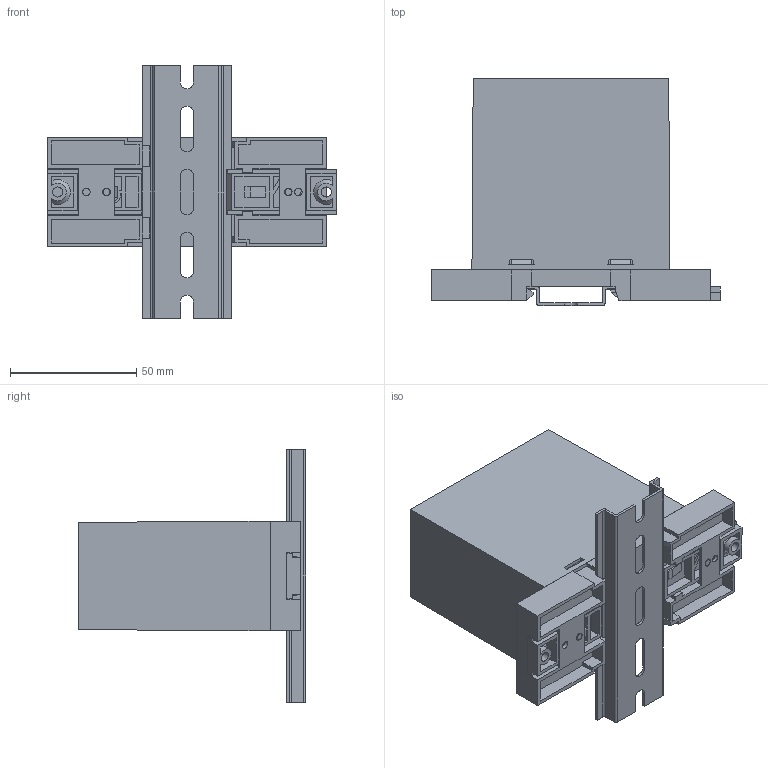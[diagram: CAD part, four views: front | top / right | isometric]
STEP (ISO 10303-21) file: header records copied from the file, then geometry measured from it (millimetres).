
FILE_DESCRIPTION (( 'STEP AP214' ), '1' );
FILE_NAME ('TPC-43-05.STEP', '2022-01-17T12:32:41', ( '' ), ( '' ), 'SwSTEP 2.0', 'SolidWorks 2017', '' );
FILE_SCHEMA (( 'AUTOMOTIVE_DESIGN' ));
Length unit declared in the file: millimetre
Products named in the file (19): Clip-Big; Clip-Small; Base PCB - TPP-43-0; Rail-35; PCB-Vertical-Rail Mount; Screw-small; TPC-43-05; Base Plate - TBP-43-0; TopCover-TTP-43
Assembly tree (10 placements, depth 2):
  Base PCB - TPP-43-0
  Clip-Small
  TPC-43-05
    Base Plate - TBP-43-0
    TopCover-TTP-43
    Clip-Big
    Clip-Small
    Rail-35
    Base PCB - TPP-43-0
    Screw-small  x2
    PCB-Vertical-Rail Mount  x2
  Screw-small
  Clip-Big
Bounding box: 114.5 x 90.1 x 100 mm (x, y, z)
Volume: 79007.4 mm3; surface area: 107717.6 mm2
Topology: 10 solids, 10 shells, 647 faces, 1842 edges, 1205 vertices
Faces by surface type: plane 459, cylinder 162, cone 20, torus 6
Entity records: 20679 total; most frequent: CARTESIAN_POINT 3641, ORIENTED_EDGE 3510, DIRECTION 3307, EDGE_CURVE 1755, VECTOR 1395, LINE 1395, VERTEX_POINT 1150, AXIS2_PLACEMENT_3D 956
